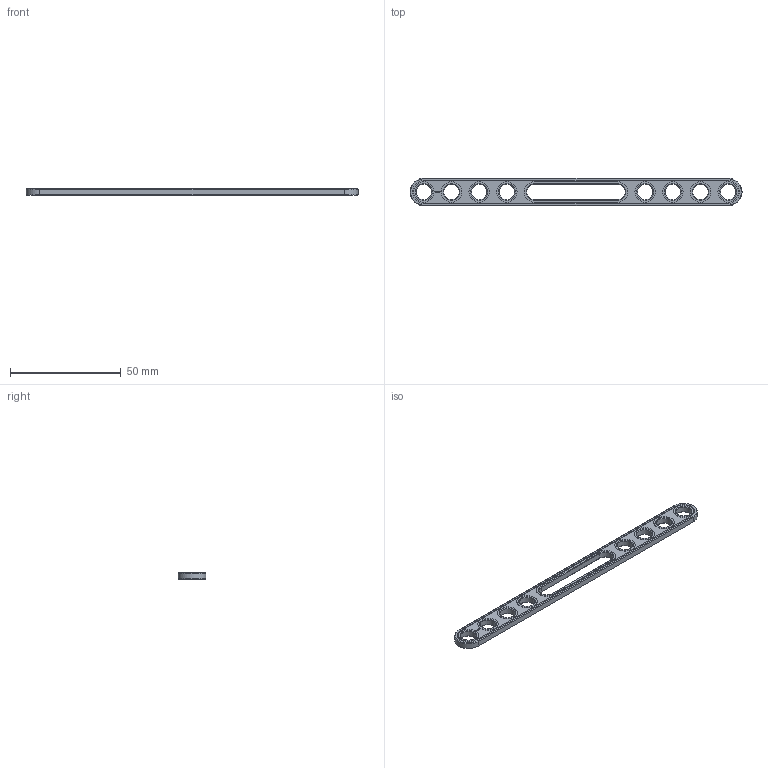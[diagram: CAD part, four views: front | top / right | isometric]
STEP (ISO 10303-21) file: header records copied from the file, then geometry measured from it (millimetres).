
FILE_DESCRIPTION(('FreeCAD Model'),'2;1');
FILE_NAME('Open CASCADE Shape Model','2021-03-08T23:08:47',( 'Paulo Kiefe'),('STEMFIE.org'),'Open CASCADE STEP processor 7.4', 'FreeCAD','Unknown');
FILE_SCHEMA(('AUTOMOTIVE_DESIGN { 1 0 10303 214 1 1 1 1 }'));
Length unit declared in the file: millimetre
Products named in the file (1): Brace_STR_SLT_CNT_ERR__BU12x01x00.25x04_-_SPN-BRC-0385_(stemfie.org)
Bounding box: 150 x 12.5 x 3.12 mm (x, y, z)
Volume: 3687.3 mm3; surface area: 4225.2 mm2
Topology: 1 solids, 1 shells, 622 faces, 1709 edges, 1133 vertices
Faces by surface type: plane 340, extrusion 234, cone 24, cylinder 24
Full cylindrical faces by diameter (mm): 7 x8, 9.2 x8
Entity records: 43660 total; most frequent: CARTESIAN_POINT 11274, DIRECTION 5036, VECTOR 4043, LINE 3809, ORIENTED_EDGE 3418, PCURVE 3418, DEFINITIONAL_REPRESENTATION 3418, EDGE_CURVE 1709
